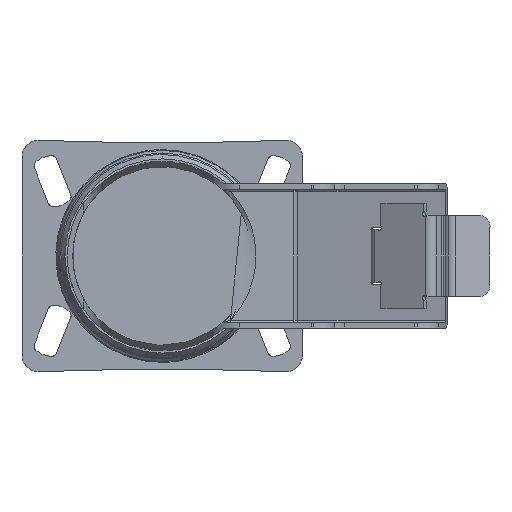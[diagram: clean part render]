
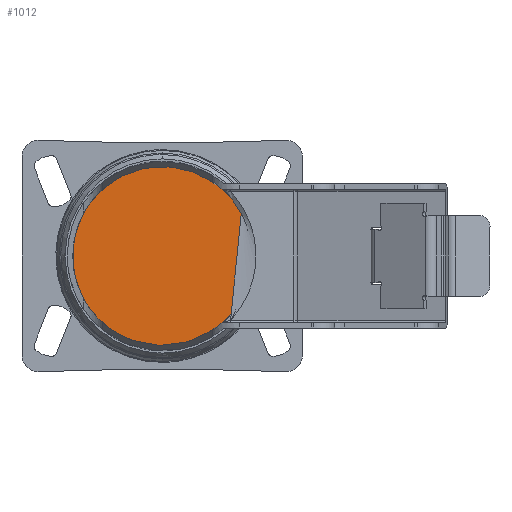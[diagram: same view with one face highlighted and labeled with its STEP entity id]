
A CAD part, front view. The second image highlights one B-rep face of the part: STEP entity #1012.
In plain terms, the highlighted planar face has unit normal (0, -1, 0).
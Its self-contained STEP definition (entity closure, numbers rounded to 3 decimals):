
#83 = VERTEX_POINT ( 'NONE', #8813 ) ;
#203 = CIRCLE ( 'NONE', #1062, 41. ) ;
#783 = PLANE ( 'NONE',  #8537 ) ;
#946 = ORIENTED_EDGE ( 'NONE', *, *, #2767, .F. ) ;
#1012 = ADVANCED_FACE ( 'NONE', ( #1415 ), #783, .F. ) ;
#1062 = AXIS2_PLACEMENT_3D ( 'NONE', #7972, #1105, #3845 ) ;
#1105 = DIRECTION ( 'NONE',  ( 0., -1., 0. ) ) ;
#1170 = ORIENTED_EDGE ( 'NONE', *, *, #6056, .T. ) ;
#1181 = EDGE_LOOP ( 'NONE', ( #946, #8187, #1690, #1170 ) ) ;
#1415 = FACE_OUTER_BOUND ( 'NONE', #1181, .T. ) ;
#1690 = ORIENTED_EDGE ( 'NONE', *, *, #3112, .T. ) ;
#1711 = CARTESIAN_POINT ( 'NONE',  ( 27.439, -19.753, 30.465 ) ) ;
#1919 = AXIS2_PLACEMENT_3D ( 'NONE', #2045, #6117, #1962 ) ;
#1962 = DIRECTION ( 'NONE',  ( 0., 0., 1. ) ) ;
#1990 = CARTESIAN_POINT ( 'NONE',  ( 27.439, -19.753, 30.465 ) ) ;
#2045 = CARTESIAN_POINT ( 'NONE',  ( 0., -19.753, 0. ) ) ;
#2089 = CARTESIAN_POINT ( 'NONE',  ( 27.97, -19.753, -30.179 ) ) ;
#2260 = CARTESIAN_POINT ( 'NONE',  ( 27.82, -19.753, -30.318 ) ) ;
#2626 = VERTEX_POINT ( 'NONE', #6933 ) ;
#2659 = CARTESIAN_POINT ( 'NONE',  ( 27.97, -19.753, 30.179 ) ) ;
#2744 = CARTESIAN_POINT ( 'NONE',  ( 0., -19.753, 0. ) ) ;
#2767 = EDGE_CURVE ( 'NONE', #83, #2626, #6248, .T. ) ;
#3112 = EDGE_CURVE ( 'NONE', #6551, #8217, #203, .T. ) ;
#3845 = DIRECTION ( 'NONE',  ( 1., 0., 0. ) ) ;
#4157 = DIRECTION ( 'NONE',  ( 0., 1., 0. ) ) ;
#4309 = B_SPLINE_CURVE_WITH_KNOTS ( 'NONE', 3,
 ( #2659, #5429, #8198, #1990 ),
 .UNSPECIFIED., .F., .F.,
 ( 4, 4 ),
 ( 0., 0.001 ),
 .UNSPECIFIED. ) ;
#5429 = CARTESIAN_POINT ( 'NONE',  ( 27.82, -19.753, 30.318 ) ) ;
#5700 = CARTESIAN_POINT ( 'NONE',  ( 27.637, -19.753, -30.416 ) ) ;
#5874 = CARTESIAN_POINT ( 'NONE',  ( 27.439, -19.753, -30.465 ) ) ;
#6056 = EDGE_CURVE ( 'NONE', #8217, #2626, #6925, .T. ) ;
#6117 = DIRECTION ( 'NONE',  ( 0., 1., 0. ) ) ;
#6248 = CIRCLE ( 'NONE', #1919, 41.147 ) ;
#6551 = VERTEX_POINT ( 'NONE', #1711 ) ;
#6923 = DIRECTION ( 'NONE',  ( 1., 0., 0. ) ) ;
#6925 = B_SPLINE_CURVE_WITH_KNOTS ( 'NONE', 3,
 ( #7797, #5700, #2260, #2089 ),
 .UNSPECIFIED., .F., .F.,
 ( 4, 4 ),
 ( 0., 0.001 ),
 .UNSPECIFIED. ) ;
#6933 = CARTESIAN_POINT ( 'NONE',  ( 27.97, -19.753, -30.179 ) ) ;
#7797 = CARTESIAN_POINT ( 'NONE',  ( 27.439, -19.753, -30.465 ) ) ;
#7941 = EDGE_CURVE ( 'NONE', #83, #6551, #4309, .T. ) ;
#7972 = CARTESIAN_POINT ( 'NONE',  ( 0., -19.753, 0. ) ) ;
#8187 = ORIENTED_EDGE ( 'NONE', *, *, #7941, .T. ) ;
#8198 = CARTESIAN_POINT ( 'NONE',  ( 27.637, -19.753, 30.416 ) ) ;
#8217 = VERTEX_POINT ( 'NONE', #5874 ) ;
#8537 = AXIS2_PLACEMENT_3D ( 'NONE', #2744, #4157, #6923 ) ;
#8813 = CARTESIAN_POINT ( 'NONE',  ( 27.97, -19.753, 30.179 ) ) ;
